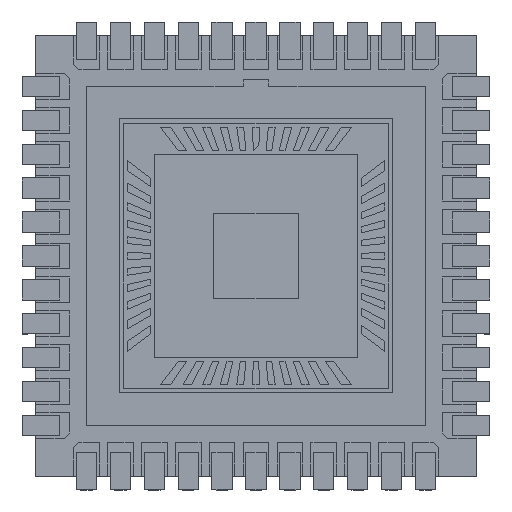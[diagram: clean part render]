
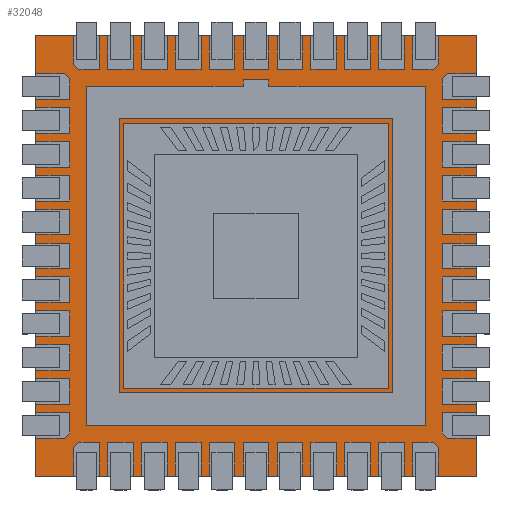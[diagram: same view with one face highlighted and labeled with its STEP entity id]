
A CAD part, top view. The second image highlights one B-rep face of the part: STEP entity #32048.
In plain terms, the highlighted planar face has unit normal (0, 0, 1).
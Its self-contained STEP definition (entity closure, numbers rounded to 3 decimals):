
#31780=CARTESIAN_POINT('',(-4.953,-4.953,2.82));
#31781=VERTEX_POINT('',#31780);
#31788=CARTESIAN_POINT('',(4.953,-4.953,2.82));
#31789=VERTEX_POINT('',#31788);
#31790=CARTESIAN_POINT('',(4.953,-4.953,2.82));
#31791=DIRECTION('',(-1.0,0.0,0.0));
#31792=VECTOR('',#31791,9.906);
#31793=LINE('',#31790,#31792);
#31794=EDGE_CURVE('',#31789,#31781,#31793,.T.);
#31819=CARTESIAN_POINT('',(4.953,4.953,2.82));
#31820=VERTEX_POINT('',#31819);
#31821=CARTESIAN_POINT('',(4.953,4.953,2.82));
#31822=DIRECTION('',(0.0,-1.0,0.0));
#31823=VECTOR('',#31822,9.906);
#31824=LINE('',#31821,#31823);
#31825=EDGE_CURVE('',#31820,#31789,#31824,.T.);
#31850=CARTESIAN_POINT('',(-4.953,4.953,2.82));
#31851=VERTEX_POINT('',#31850);
#31852=CARTESIAN_POINT('',(-4.953,4.953,2.82));
#31853=DIRECTION('',(1.0,0.0,0.0));
#31854=VECTOR('',#31853,9.906);
#31855=LINE('',#31852,#31854);
#31856=EDGE_CURVE('',#31851,#31820,#31855,.T.);
#31879=CARTESIAN_POINT('',(-4.953,-4.953,2.82));
#31880=DIRECTION('',(0.0,1.0,0.0));
#31881=VECTOR('',#31880,9.906);
#31882=LINE('',#31879,#31881);
#31883=EDGE_CURVE('',#31781,#31851,#31882,.T.);
#31922=CARTESIAN_POINT('',(-8.255,-8.255,2.82));
#31923=VERTEX_POINT('',#31922);
#31930=CARTESIAN_POINT('',(-8.255,8.255,2.82));
#31931=VERTEX_POINT('',#31930);
#31932=CARTESIAN_POINT('',(-8.255,-8.255,2.82));
#31933=DIRECTION('',(0.0,1.0,0.0));
#31934=VECTOR('',#31933,16.51);
#31935=LINE('',#31932,#31934);
#31936=EDGE_CURVE('',#31923,#31931,#31935,.T.);
#31960=CARTESIAN_POINT('',(8.255,-8.255,2.82));
#31961=VERTEX_POINT('',#31960);
#31968=CARTESIAN_POINT('',(8.255,-8.255,2.82));
#31969=DIRECTION('',(-1.0,0.0,0.0));
#31970=VECTOR('',#31969,16.51);
#31971=LINE('',#31968,#31970);
#31972=EDGE_CURVE('',#31961,#31923,#31971,.T.);
#31991=CARTESIAN_POINT('',(8.255,8.255,2.82));
#31992=VERTEX_POINT('',#31991);
#31999=CARTESIAN_POINT('',(8.255,8.255,2.82));
#32000=DIRECTION('',(0.0,-1.0,0.0));
#32001=VECTOR('',#32000,16.51);
#32002=LINE('',#31999,#32001);
#32003=EDGE_CURVE('',#31992,#31961,#32002,.T.);
#32021=CARTESIAN_POINT('',(-8.255,8.255,2.82));
#32022=DIRECTION('',(1.0,0.0,0.0));
#32023=VECTOR('',#32022,16.51);
#32024=LINE('',#32021,#32023);
#32025=EDGE_CURVE('',#31931,#31992,#32024,.T.);
#32031=CARTESIAN_POINT('',(0.,0.,2.82));
#32032=DIRECTION('',(0.0,0.0,1.0));
#32033=DIRECTION('',(1.0,0.0,0.0));
#32034=AXIS2_PLACEMENT_3D('',#32031,#32032,#32033);
#32035=PLANE('',#32034);
#32036=ORIENTED_EDGE('',*,*,#32025,.F.);
#32037=ORIENTED_EDGE('',*,*,#31936,.F.);
#32038=ORIENTED_EDGE('',*,*,#31972,.F.);
#32039=ORIENTED_EDGE('',*,*,#32003,.F.);
#32040=EDGE_LOOP('',(#32036,#32037,#32038,#32039));
#32041=FACE_OUTER_BOUND('',#32040,.T.);
#32042=ORIENTED_EDGE('',*,*,#31794,.T.);
#32043=ORIENTED_EDGE('',*,*,#31883,.T.);
#32044=ORIENTED_EDGE('',*,*,#31856,.T.);
#32045=ORIENTED_EDGE('',*,*,#31825,.T.);
#32046=EDGE_LOOP('',(#32042,#32043,#32044,#32045));
#32047=FACE_BOUND('',#32046,.T.);
#32048=ADVANCED_FACE('',(#32041,#32047),#32035,.T.);
